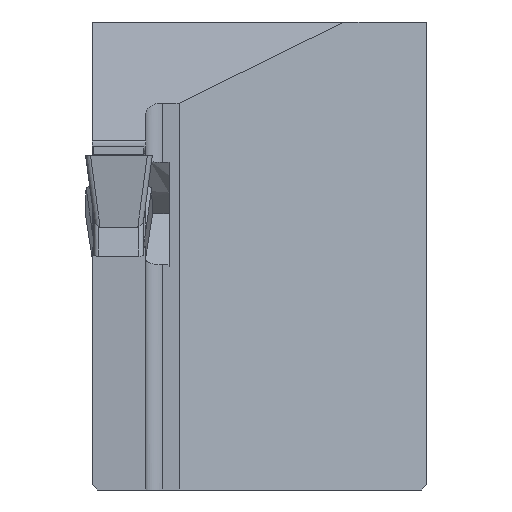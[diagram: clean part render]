
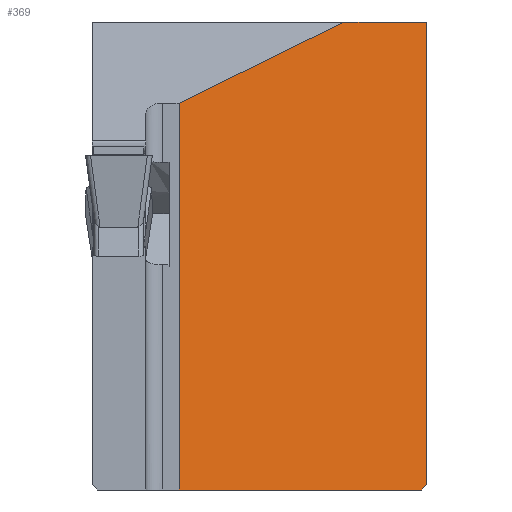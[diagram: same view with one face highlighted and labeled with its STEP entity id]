
A CAD part, left-side view. The second image highlights one B-rep face of the part: STEP entity #369.
In plain terms, the highlighted planar face has unit normal (-0.819, -0.574, 0).
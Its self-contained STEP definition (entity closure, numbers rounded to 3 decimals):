
#369=ADVANCED_FACE('',(#487),#436,.F.);
#436=PLANE('',#1597);
#487=FACE_OUTER_BOUND('',#557,.T.);
#557=EDGE_LOOP('',(#991,#992,#993,#994,#995,#996,#997));
#616=LINE('',#2096,#746);
#626=LINE('',#2116,#756);
#631=LINE('',#2127,#761);
#639=LINE('',#2143,#769);
#658=LINE('',#2183,#788);
#665=LINE('',#2216,#795);
#666=LINE('',#2218,#796);
#746=VECTOR('',#1712,1.);
#756=VECTOR('',#1726,1.);
#761=VECTOR('',#1735,1.);
#769=VECTOR('',#1749,1.);
#788=VECTOR('',#1798,1.);
#795=VECTOR('',#1815,1.);
#796=VECTOR('',#1816,1.);
#991=ORIENTED_EDGE('',*,*,#1431,.T.);
#992=ORIENTED_EDGE('',*,*,#1422,.F.);
#993=ORIENTED_EDGE('',*,*,#1401,.F.);
#994=ORIENTED_EDGE('',*,*,#1387,.F.);
#995=ORIENTED_EDGE('',*,*,#1393,.F.);
#996=ORIENTED_EDGE('',*,*,#1377,.F.);
#997=ORIENTED_EDGE('',*,*,#1432,.T.);
#1256=VERTEX_POINT('',#2095);
#1257=VERTEX_POINT('',#2097);
#1262=VERTEX_POINT('',#2111);
#1264=VERTEX_POINT('',#2115);
#1274=VERTEX_POINT('',#2144);
#1280=VERTEX_POINT('',#2184);
#1285=VERTEX_POINT('',#2217);
#1377=EDGE_CURVE('',#1256,#1257,#616,.T.);
#1387=EDGE_CURVE('',#1264,#1262,#626,.T.);
#1393=EDGE_CURVE('',#1257,#1264,#631,.T.);
#1401=EDGE_CURVE('',#1262,#1274,#639,.T.);
#1422=EDGE_CURVE('',#1274,#1280,#658,.T.);
#1431=EDGE_CURVE('',#1285,#1280,#665,.T.);
#1432=EDGE_CURVE('',#1256,#1285,#666,.T.);
#1597=AXIS2_PLACEMENT_3D('',#2219,#1817,#1818);
#1712=DIRECTION('',(0.574,-0.819,0.));
#1726=DIRECTION('',(-0.444,0.634,-0.634));
#1735=DIRECTION('',(0.,0.,-1.));
#1749=DIRECTION('',(-0.574,0.819,0.));
#1798=DIRECTION('',(0.,0.,1.));
#1815=DIRECTION('',(-0.532,0.76,-0.373));
#1816=DIRECTION('',(0.,0.,-1.));
#1817=DIRECTION('',(0.819,0.574,0.));
#1818=DIRECTION('',(0.574,-0.819,0.));
#2095=CARTESIAN_POINT('',(16.862,-15.,8.));
#2096=CARTESIAN_POINT('',(10.,-5.2,8.));
#2097=CARTESIAN_POINT('',(20.363,-20.,8.));
#2111=CARTESIAN_POINT('',(20.153,-19.7,-20.));
#2115=CARTESIAN_POINT('',(20.363,-20.,-19.7));
#2116=CARTESIAN_POINT('',(12.109,-8.212,-31.488));
#2127=CARTESIAN_POINT('',(20.363,-20.,-27.));
#2143=CARTESIAN_POINT('',(10.,-5.2,-20.));
#2144=CARTESIAN_POINT('',(10.,-5.2,-20.));
#2183=CARTESIAN_POINT('',(10.,-5.2,-27.));
#2184=CARTESIAN_POINT('',(10.,-5.2,3.151));
#2216=CARTESIAN_POINT('',(10.165,-5.436,3.267));
#2217=CARTESIAN_POINT('',(16.862,-15.,7.956));
#2218=CARTESIAN_POINT('',(16.862,-15.,0.));
#2219=CARTESIAN_POINT('',(10.,-5.2,-27.));
